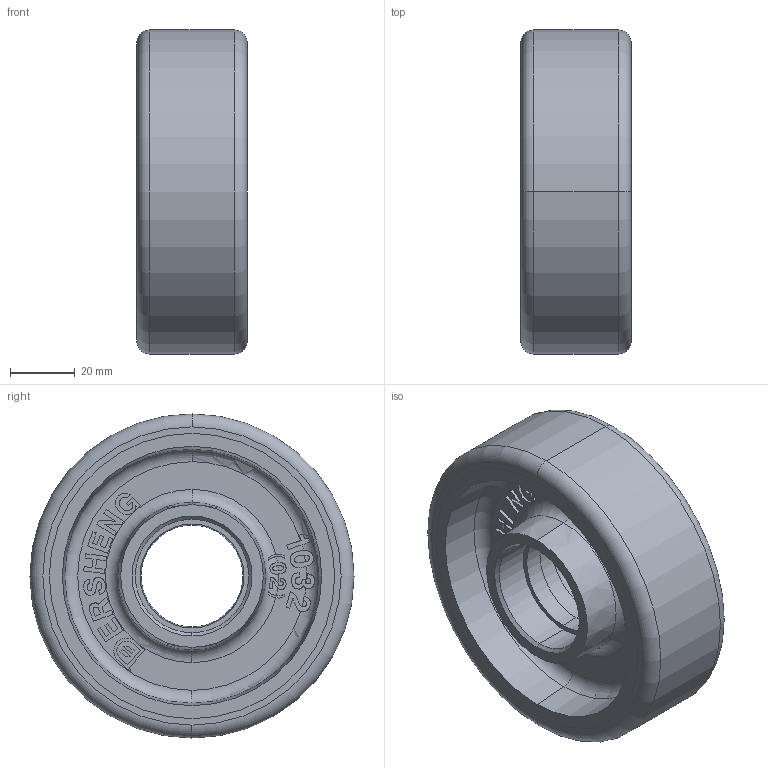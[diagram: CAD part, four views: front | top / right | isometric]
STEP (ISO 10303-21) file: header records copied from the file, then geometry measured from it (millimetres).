
FILE_DESCRIPTION (( 'STEP AP203' ), '1' );
FILE_NAME ('12033304136801.STEP', '2025-09-10T02:19:28', ( '20241006' ), ( '' ), 'SwSTEP 2.0', 'SolidWorks 2021', '' );
FILE_SCHEMA (( 'CONFIG_CONTROL_DESIGN' ));
Length unit declared in the file: millimetre
Products named in the file (1): 12033304136801
Bounding box: 34.01 x 100 x 100 mm (x, y, z)
Volume: 133133.2 mm3; surface area: 47440 mm2
Topology: 1 solids, 1 shells, 278 faces, 741 edges, 486 vertices
Faces by surface type: plane 140, bspline 91, cone 24, torus 15, cylinder 8
Entity records: 13753 total; most frequent: CARTESIAN_POINT 7358, ORIENTED_EDGE 1482, DIRECTION 992, EDGE_CURVE 741, VERTEX_POINT 486, LINE 436, VECTOR 436, EDGE_LOOP 301
